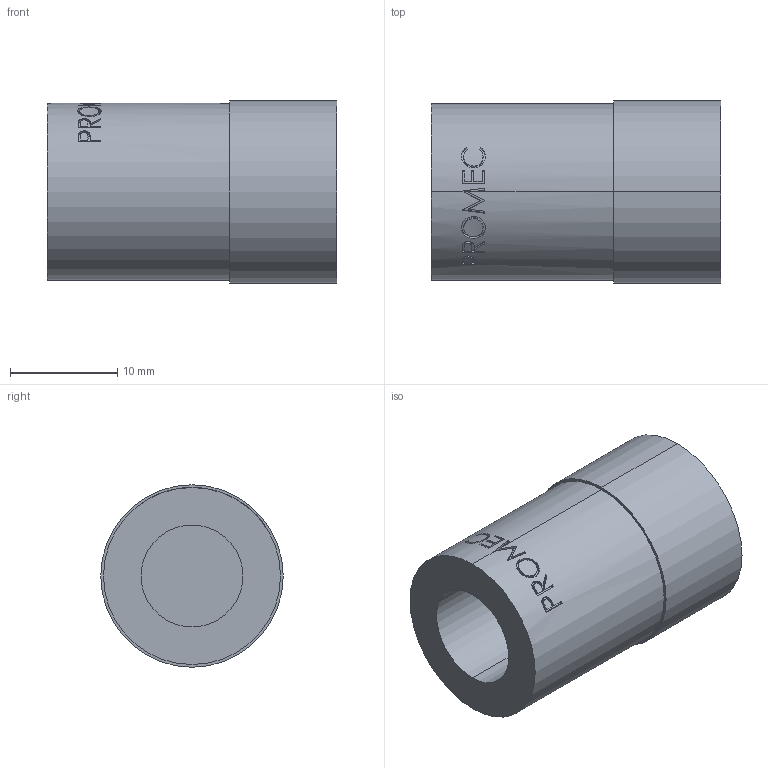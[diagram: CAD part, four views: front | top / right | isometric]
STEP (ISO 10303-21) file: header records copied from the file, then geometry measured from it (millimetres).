
FILE_DESCRIPTION (( 'STEP AP203' ), '1' );
FILE_NAME ('99e1.STEP', '2022-09-11T19:18:18', ( '' ), ( '' ), 'SwSTEP 2.0', 'SolidWorks 2019', '' );
FILE_SCHEMA (( 'CONFIG_CONTROL_DESIGN' ));
Length unit declared in the file: millimetre
Products named in the file (1): 99e1
Bounding box: 27 x 17 x 17 mm (x, y, z)
Volume: 5194.3 mm3; surface area: 2185 mm2
Topology: 1 solids, 1 shells, 94 faces, 246 edges, 164 vertices
Faces by surface type: bspline 42, plane 36, cylinder 16
Entity records: 6577 total; most frequent: CARTESIAN_POINT 4529, ORIENTED_EDGE 492, DIRECTION 264, EDGE_CURVE 246, VERTEX_POINT 164, B_SPLINE_CURVE_WITH_KNOTS 140, AXIS2_PLACEMENT_3D 105, EDGE_LOOP 104
